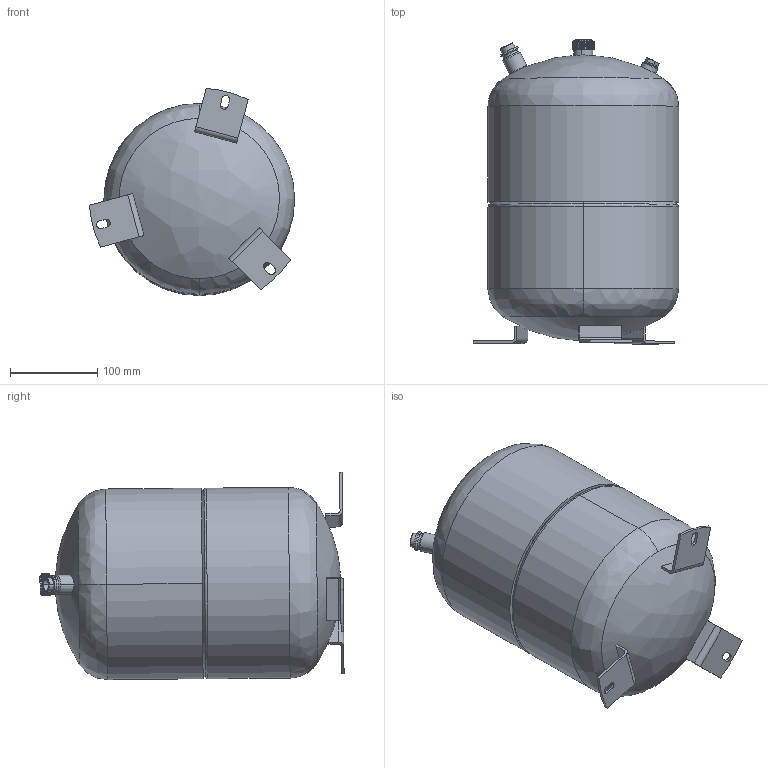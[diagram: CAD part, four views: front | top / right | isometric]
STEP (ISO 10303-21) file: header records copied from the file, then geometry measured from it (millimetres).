
FILE_DESCRIPTION((''),'2;1');
FILE_NAME('118U6012_ASM','2023-04-03T16:27:38',('U375483'),('DANFOSS COMMERCIAL COMPRESSOR'),'CREO PARAMETRIC BY PTC INC, 2022124','CREO PARAMETRIC BY PTC INC, 2022124','');
FILE_SCHEMA(('CONFIG_CONTROL_DESIGN'));
Length unit declared in the file: millimetre
Products named in the file (11): 063268VALOR_PREDETERMINADO; 063023VALOR_PREDETERMINADO; 063016VALOR_PREDETERMINADO; 062876VALOR_PREDETERMINADO; 063201VALOR_PREDETERMINADO; 062468_DEFAULT_COMO_USINADO_VAL; 061501VALOR_PREDETERMINADO; 063197VALOR_PREDETERMINADO; 063267VALOR_PREDETERMINADO; 063495VALOR_PREDETERMINADO; 118U6012_ASM
Assembly tree (12 placements, depth 2):
  118U6012_ASM
    063268VALOR_PREDETERMINADO
    063023VALOR_PREDETERMINADO
    063016VALOR_PREDETERMINADO
    062876VALOR_PREDETERMINADO
    063201VALOR_PREDETERMINADO
    062468_DEFAULT_COMO_USINADO_VAL
    061501VALOR_PREDETERMINADO
    063197VALOR_PREDETERMINADO  x3
    063267VALOR_PREDETERMINADO
    063495VALOR_PREDETERMINADO
Bounding box: 235.74 x 349.39 x 238.11 mm (x, y, z)
Volume: 1000444 mm3; surface area: 564749.4 mm2
Topology: 12 solids, 12 shells, 226 faces, 508 edges, 322 vertices
Faces by surface type: cylinder 107, plane 67, cone 28, bspline 24
Entity records: 14285 total; most frequent: CARTESIAN_POINT 9782, DIRECTION 897, ORIENTED_EDGE 872, EDGE_CURVE 436, AXIS2_PLACEMENT_3D 373, VERTEX_POINT 274, EDGE_LOOP 236, FACE_OUTER_BOUND 198
